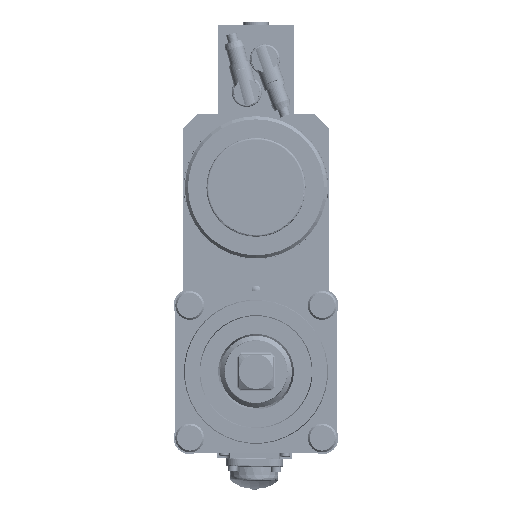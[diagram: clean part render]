
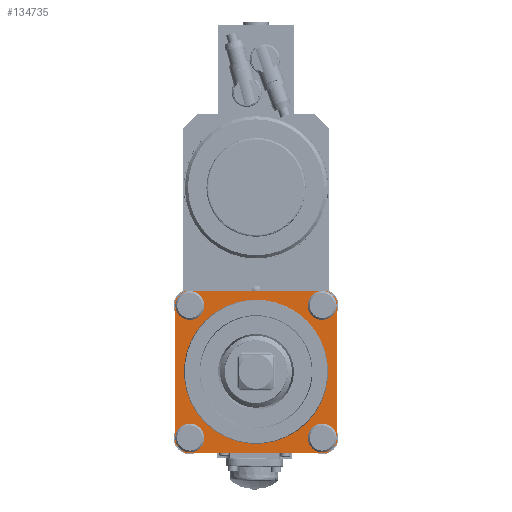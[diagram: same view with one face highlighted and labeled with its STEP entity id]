
A CAD part, left-side view. The second image highlights one B-rep face of the part: STEP entity #134735.
In plain terms, the highlighted planar face has unit normal (-1, 0, 0).
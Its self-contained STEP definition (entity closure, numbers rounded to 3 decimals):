
#4580=FACE_BOUND('',#39953,.T.);
#4581=FACE_BOUND('',#39954,.T.);
#4582=FACE_BOUND('',#39955,.T.);
#4583=FACE_BOUND('',#39956,.T.);
#4584=FACE_BOUND('',#39957,.T.);
#6218=PLANE('',#144798);
#12455=LINE('',#213258,#21867);
#12456=LINE('',#213259,#21868);
#12457=LINE('',#213260,#21869);
#12458=LINE('',#213261,#21870);
#21867=VECTOR('',#166990,7.937);
#21868=VECTOR('',#166991,7.937);
#21869=VECTOR('',#166992,7.937);
#21870=VECTOR('',#166993,7.937);
#32576=FACE_OUTER_BOUND('',#39952,.T.);
#39952=EDGE_LOOP('',(#98712,#98713,#98714,#98715,#98716,#98717,#98718,#98719));
#39953=EDGE_LOOP('',(#98720));
#39954=EDGE_LOOP('',(#98721));
#39955=EDGE_LOOP('',(#98722));
#39956=EDGE_LOOP('',(#98723));
#39957=EDGE_LOOP('',(#98724));
#47771=CIRCLE('',#144195,0.5);
#47779=CIRCLE('',#144215,0.5);
#47787=CIRCLE('',#144235,0.5);
#47795=CIRCLE('',#144255,0.5);
#47986=CIRCLE('',#144779,6.);
#47987=CIRCLE('',#144781,6.);
#47988=CIRCLE('',#144783,6.);
#47989=CIRCLE('',#144785,6.);
#47998=CIRCLE('',#144797,4.);
#56516=VERTEX_POINT('',#211872);
#56536=VERTEX_POINT('',#211933);
#56556=VERTEX_POINT('',#211994);
#56576=VERTEX_POINT('',#212055);
#56924=VERTEX_POINT('',#213211);
#56925=VERTEX_POINT('',#213213);
#56926=VERTEX_POINT('',#213217);
#56927=VERTEX_POINT('',#213219);
#56928=VERTEX_POINT('',#213223);
#56929=VERTEX_POINT('',#213225);
#56930=VERTEX_POINT('',#213229);
#56931=VERTEX_POINT('',#213230);
#56940=VERTEX_POINT('',#213254);
#71867=EDGE_CURVE('',#56516,#56516,#47771,.T.);
#71896=EDGE_CURVE('',#56536,#56536,#47779,.T.);
#71925=EDGE_CURVE('',#56556,#56556,#47787,.T.);
#71954=EDGE_CURVE('',#56576,#56576,#47795,.T.);
#72544=EDGE_CURVE('',#56925,#56924,#47986,.T.);
#72547=EDGE_CURVE('',#56927,#56926,#47987,.T.);
#72549=EDGE_CURVE('',#56929,#56928,#47988,.T.);
#72551=EDGE_CURVE('',#56930,#56931,#47989,.T.);
#72564=EDGE_CURVE('',#56940,#56940,#47998,.T.);
#72565=EDGE_CURVE('',#56931,#56924,#12455,.T.);
#72566=EDGE_CURVE('',#56929,#56925,#12456,.T.);
#72567=EDGE_CURVE('',#56928,#56926,#12457,.T.);
#72568=EDGE_CURVE('',#56930,#56927,#12458,.T.);
#98712=ORIENTED_EDGE('',*,*,#72565,.T.);
#98713=ORIENTED_EDGE('',*,*,#72544,.F.);
#98714=ORIENTED_EDGE('',*,*,#72566,.F.);
#98715=ORIENTED_EDGE('',*,*,#72549,.T.);
#98716=ORIENTED_EDGE('',*,*,#72567,.T.);
#98717=ORIENTED_EDGE('',*,*,#72547,.F.);
#98718=ORIENTED_EDGE('',*,*,#72568,.F.);
#98719=ORIENTED_EDGE('',*,*,#72551,.T.);
#98720=ORIENTED_EDGE('',*,*,#71867,.T.);
#98721=ORIENTED_EDGE('',*,*,#71896,.T.);
#98722=ORIENTED_EDGE('',*,*,#71925,.T.);
#98723=ORIENTED_EDGE('',*,*,#71954,.T.);
#98724=ORIENTED_EDGE('',*,*,#72564,.F.);
#134735=ADVANCED_FACE('',(#32576,#4580,#4581,#4582,#4583,#4584),#6218,.T.);
#144195=AXIS2_PLACEMENT_3D('',#211873,#165461,#165462);
#144215=AXIS2_PLACEMENT_3D('',#211934,#165522,#165523);
#144235=AXIS2_PLACEMENT_3D('',#211995,#165583,#165584);
#144255=AXIS2_PLACEMENT_3D('',#212056,#165644,#165645);
#144779=AXIS2_PLACEMENT_3D('',#213215,#166942,#166943);
#144781=AXIS2_PLACEMENT_3D('',#213221,#166948,#166949);
#144783=AXIS2_PLACEMENT_3D('',#213226,#166953,#166954);
#144785=AXIS2_PLACEMENT_3D('',#213231,#166958,#166959);
#144797=AXIS2_PLACEMENT_3D('',#213256,#166986,#166987);
#144798=AXIS2_PLACEMENT_3D('',#213257,#166988,#166989);
#165461=DIRECTION('center_axis',(1.,0.,0.));
#165462=DIRECTION('ref_axis',(0.,-0.707,0.707));
#165522=DIRECTION('center_axis',(1.,0.,0.));
#165523=DIRECTION('ref_axis',(0.,-0.707,0.707));
#165583=DIRECTION('center_axis',(1.,0.,0.));
#165584=DIRECTION('ref_axis',(0.,-0.707,0.707));
#165644=DIRECTION('center_axis',(1.,0.,0.));
#165645=DIRECTION('ref_axis',(0.,-0.707,0.707));
#166942=DIRECTION('center_axis',(1.,0.,0.));
#166943=DIRECTION('ref_axis',(0.,-0.75,-0.661));
#166948=DIRECTION('center_axis',(1.,0.,0.));
#166949=DIRECTION('ref_axis',(0.,0.75,0.661));
#166953=DIRECTION('center_axis',(-1.,0.,0.));
#166954=DIRECTION('ref_axis',(0.,-0.75,0.661));
#166958=DIRECTION('center_axis',(-1.,0.,0.));
#166959=DIRECTION('ref_axis',(0.,0.75,-0.661));
#166986=DIRECTION('center_axis',(-1.,0.,0.));
#166987=DIRECTION('ref_axis',(0.,0.707,-0.707));
#166988=DIRECTION('center_axis',(-1.,0.,0.));
#166989=DIRECTION('ref_axis',(0.,0.707,0.707));
#166990=DIRECTION('',(0.,-1.,0.));
#166991=DIRECTION('',(0.,0.,-1.));
#166992=DIRECTION('',(0.,1.,0.));
#166993=DIRECTION('',(0.,0.,1.));
#211872=CARTESIAN_POINT('',(3.4,-3.323,3.323));
#211873=CARTESIAN_POINT('Origin',(3.4,-3.677,3.677));
#211933=CARTESIAN_POINT('',(3.4,-3.323,-4.031));
#211934=CARTESIAN_POINT('Origin',(3.4,-3.677,-3.677));
#211994=CARTESIAN_POINT('',(3.4,4.031,-4.031));
#211995=CARTESIAN_POINT('Origin',(3.4,3.677,-3.677));
#212055=CARTESIAN_POINT('',(3.4,4.031,3.323));
#212056=CARTESIAN_POINT('Origin',(3.4,3.677,3.677));
#213211=CARTESIAN_POINT('',(3.4,-3.969,-4.5));
#213213=CARTESIAN_POINT('',(3.4,-4.5,-3.969));
#213215=CARTESIAN_POINT('Origin',(3.4,0.,
0.));
#213217=CARTESIAN_POINT('',(3.4,3.969,4.5));
#213219=CARTESIAN_POINT('',(3.4,4.5,3.969));
#213221=CARTESIAN_POINT('Origin',(3.4,0.,
0.));
#213223=CARTESIAN_POINT('',(3.4,-3.969,4.5));
#213225=CARTESIAN_POINT('',(3.4,-4.5,3.969));
#213226=CARTESIAN_POINT('Origin',(3.4,0.,
0.));
#213229=CARTESIAN_POINT('',(3.4,4.5,-3.969));
#213230=CARTESIAN_POINT('',(3.4,3.969,-4.5));
#213231=CARTESIAN_POINT('Origin',(3.4,0.,
0.));
#213254=CARTESIAN_POINT('',(3.4,-2.828,2.828));
#213256=CARTESIAN_POINT('Origin',(3.4,0.,
0.));
#213257=CARTESIAN_POINT('Origin',(3.4,0.,
0.));
#213258=CARTESIAN_POINT('',(3.4,3.969,-4.5));
#213259=CARTESIAN_POINT('',(3.4,-4.5,3.969));
#213260=CARTESIAN_POINT('',(3.4,-3.969,4.5));
#213261=CARTESIAN_POINT('',(3.4,4.5,-3.969));
